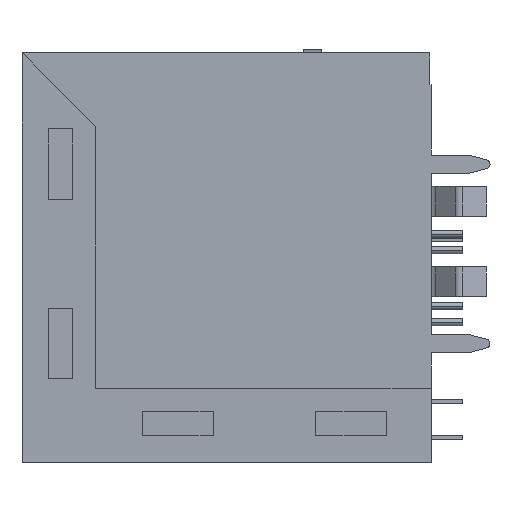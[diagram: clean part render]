
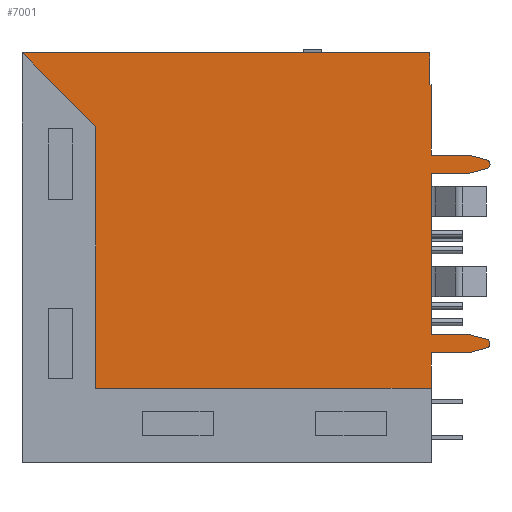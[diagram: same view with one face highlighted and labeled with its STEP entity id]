
A CAD part, left-side view. The second image highlights one B-rep face of the part: STEP entity #7001.
In plain terms, the highlighted planar face has unit normal (-1, 0, 0).
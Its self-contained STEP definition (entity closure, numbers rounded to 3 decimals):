
#72=DIRECTION('',(0.,0.,-1.));
#73=VECTOR('',#72,4.97);
#74=CARTESIAN_POINT('',(-9.755,-14.455,-2.25));
#75=LINE('',#74,#73);
#76=DIRECTION('',(0.,1.,0.));
#77=VECTOR('',#76,2.661);
#78=CARTESIAN_POINT('',(-9.755,-17.116,-7.22));
#79=LINE('',#78,#77);
#80=DIRECTION('',(0.,0.966,0.259));
#81=VECTOR('',#80,1.317);
#82=CARTESIAN_POINT('',(-9.755,-18.388,-7.561));
#83=LINE('',#82,#81);
#84=CARTESIAN_POINT('',(-9.755,-18.305,-7.87));
#85=DIRECTION('',(-1.,0.,0.));
#86=DIRECTION('',(0.,-0.259,-0.966));
#87=AXIS2_PLACEMENT_3D('',#84,#85,#86);
#89=DIRECTION('',(0.,-0.966,0.259));
#90=VECTOR('',#89,1.317);
#91=CARTESIAN_POINT('',(-9.755,-17.116,-8.52));
#92=LINE('',#91,#90);
#93=DIRECTION('',(0.,-1.,0.));
#94=VECTOR('',#93,2.661);
#95=CARTESIAN_POINT('',(-9.755,-14.455,-8.52));
#96=LINE('',#95,#94);
#97=DIRECTION('',(0.,0.,-1.));
#98=VECTOR('',#97,11.38);
#99=CARTESIAN_POINT('',(-9.755,-14.455,-8.52));
#100=LINE('',#99,#98);
#101=DIRECTION('',(0.,1.,0.));
#102=VECTOR('',#101,2.661);
#103=CARTESIAN_POINT('',(-9.755,-17.116,-19.9));
#104=LINE('',#103,#102);
#105=DIRECTION('',(0.,0.966,0.259));
#106=VECTOR('',#105,1.317);
#107=CARTESIAN_POINT('',(-9.755,-18.388,-20.241));
#108=LINE('',#107,#106);
#109=CARTESIAN_POINT('',(-9.755,-18.305,-20.55));
#110=DIRECTION('',(-1.,0.,0.));
#111=DIRECTION('',(0.,-0.259,-0.966));
#112=AXIS2_PLACEMENT_3D('',#109,#110,#111);
#114=DIRECTION('',(0.,-0.966,0.259));
#115=VECTOR('',#114,1.317);
#116=CARTESIAN_POINT('',(-9.755,-17.116,-21.2));
#117=LINE('',#116,#115);
#118=DIRECTION('',(0.,-1.,0.));
#119=VECTOR('',#118,2.661);
#120=CARTESIAN_POINT('',(-9.755,-14.455,-21.2));
#121=LINE('',#120,#119);
#122=DIRECTION('',(0.,0.,-1.));
#123=VECTOR('',#122,2.51);
#124=CARTESIAN_POINT('',(-9.755,-14.455,-21.2));
#125=LINE('',#124,#123);
#126=DIRECTION('',(0.,-1.,0.));
#127=VECTOR('',#126,23.69);
#128=CARTESIAN_POINT('',(-9.755,9.235,-23.71));
#129=LINE('',#128,#127);
#130=DIRECTION('',(0.,0.,-1.));
#131=VECTOR('',#130,18.49);
#132=CARTESIAN_POINT('',(-9.755,9.235,-5.22));
#133=LINE('',#132,#131);
#134=DIRECTION('',(0.,-0.707,-0.707));
#135=VECTOR('',#134,7.382);
#136=CARTESIAN_POINT('',(-9.755,14.455,0.));
#137=LINE('',#136,#135);
#138=DIRECTION('',(0.,-1.,0.));
#139=VECTOR('',#138,28.83);
#140=CARTESIAN_POINT('',(-9.755,14.455,0.));
#141=LINE('',#140,#139);
#142=DIRECTION('',(0.,0.,-1.));
#143=VECTOR('',#142,2.25);
#144=CARTESIAN_POINT('',(-9.755,-14.375,0.));
#145=LINE('',#144,#143);
#146=DIRECTION('',(0.,-1.,0.));
#147=VECTOR('',#146,0.08);
#148=CARTESIAN_POINT('',(-9.755,-14.375,-2.25));
#149=LINE('',#148,#147);
#5280=CARTESIAN_POINT('',(-9.755,-14.375,0.));
#5281=CARTESIAN_POINT('',(-9.755,-14.375,-2.25));
#5282=VERTEX_POINT('',#5280);
#5283=VERTEX_POINT('',#5281);
#5284=CARTESIAN_POINT('',(-9.755,-14.455,-2.25));
#5285=VERTEX_POINT('',#5284);
#5316=CARTESIAN_POINT('',(-9.755,14.455,0.));
#5317=CARTESIAN_POINT('',(-9.755,9.235,-5.22));
#5318=VERTEX_POINT('',#5316);
#5319=VERTEX_POINT('',#5317);
#5320=CARTESIAN_POINT('',(-9.755,9.235,-23.71));
#5321=VERTEX_POINT('',#5320);
#5322=CARTESIAN_POINT('',(-9.755,-14.455,-23.71));
#5323=VERTEX_POINT('',#5322);
#5364=CARTESIAN_POINT('',(-9.755,-14.455,-7.22));
#5365=VERTEX_POINT('',#5364);
#5366=CARTESIAN_POINT('',(-9.755,-14.455,-8.52));
#5367=CARTESIAN_POINT('',(-9.755,-14.455,-19.9));
#5368=VERTEX_POINT('',#5366);
#5369=VERTEX_POINT('',#5367);
#5370=CARTESIAN_POINT('',(-9.755,-14.455,-21.2));
#5371=VERTEX_POINT('',#5370);
#5720=CARTESIAN_POINT('',(-9.755,-17.116,-21.2));
#5721=CARTESIAN_POINT('',(-9.755,-18.388,-20.859));
#5722=VERTEX_POINT('',#5720);
#5723=VERTEX_POINT('',#5721);
#5724=CARTESIAN_POINT('',(-9.755,-18.388,-20.241));
#5725=VERTEX_POINT('',#5724);
#5726=CARTESIAN_POINT('',(-9.755,-17.116,-19.9));
#5727=VERTEX_POINT('',#5726);
#5728=CARTESIAN_POINT('',(-9.755,-17.116,-8.52));
#5729=CARTESIAN_POINT('',(-9.755,-18.388,-8.179));
#5730=VERTEX_POINT('',#5728);
#5731=VERTEX_POINT('',#5729);
#5732=CARTESIAN_POINT('',(-9.755,-18.388,-7.561));
#5733=VERTEX_POINT('',#5732);
#5734=CARTESIAN_POINT('',(-9.755,-17.116,-7.22));
#5735=VERTEX_POINT('',#5734);
#6956=CARTESIAN_POINT('',(-9.755,0.,0.));
#6957=DIRECTION('',(1.,0.,0.));
#6958=DIRECTION('',(0.,0.,-1.));
#6959=AXIS2_PLACEMENT_3D('',#6956,#6957,#6958);
#6960=PLANE('',#6959);
#6962=ORIENTED_EDGE('',*,*,#6961,.T.);
#6964=ORIENTED_EDGE('',*,*,#6963,.F.);
#6966=ORIENTED_EDGE('',*,*,#6965,.F.);
#6968=ORIENTED_EDGE('',*,*,#6967,.F.);
#6970=ORIENTED_EDGE('',*,*,#6969,.F.);
#6972=ORIENTED_EDGE('',*,*,#6971,.F.);
#6974=ORIENTED_EDGE('',*,*,#6973,.T.);
#6976=ORIENTED_EDGE('',*,*,#6975,.F.);
#6978=ORIENTED_EDGE('',*,*,#6977,.F.);
#6980=ORIENTED_EDGE('',*,*,#6979,.F.);
#6982=ORIENTED_EDGE('',*,*,#6981,.F.);
#6984=ORIENTED_EDGE('',*,*,#6983,.F.);
#6986=ORIENTED_EDGE('',*,*,#6985,.T.);
#6988=ORIENTED_EDGE('',*,*,#6987,.F.);
#6990=ORIENTED_EDGE('',*,*,#6989,.F.);
#6992=ORIENTED_EDGE('',*,*,#6991,.F.);
#6994=ORIENTED_EDGE('',*,*,#6993,.T.);
#6996=ORIENTED_EDGE('',*,*,#6995,.T.);
#6998=ORIENTED_EDGE('',*,*,#6997,.T.);
#6999=EDGE_LOOP('',(#6962,#6964,#6966,#6968,#6970,#6972,#6974,#6976,#6978,#6980,
#6982,#6984,#6986,#6988,#6990,#6992,#6994,#6996,#6998));
#7000=FACE_OUTER_BOUND('',#6999,.F.);
#7001=ADVANCED_FACE('',(#7000),#6960,.F.);
#88=CIRCLE('',#87,0.32);
#113=CIRCLE('',#112,0.32);
#6961=EDGE_CURVE('',#5285,#5365,#75,.T.);
#6963=EDGE_CURVE('',#5735,#5365,#79,.T.);
#6965=EDGE_CURVE('',#5733,#5735,#83,.T.);
#6967=EDGE_CURVE('',#5731,#5733,#88,.T.);
#6969=EDGE_CURVE('',#5730,#5731,#92,.T.);
#6971=EDGE_CURVE('',#5368,#5730,#96,.T.);
#6973=EDGE_CURVE('',#5368,#5369,#100,.T.);
#6975=EDGE_CURVE('',#5727,#5369,#104,.T.);
#6977=EDGE_CURVE('',#5725,#5727,#108,.T.);
#6979=EDGE_CURVE('',#5723,#5725,#113,.T.);
#6981=EDGE_CURVE('',#5722,#5723,#117,.T.);
#6983=EDGE_CURVE('',#5371,#5722,#121,.T.);
#6985=EDGE_CURVE('',#5371,#5323,#125,.T.);
#6987=EDGE_CURVE('',#5321,#5323,#129,.T.);
#6989=EDGE_CURVE('',#5319,#5321,#133,.T.);
#6991=EDGE_CURVE('',#5318,#5319,#137,.T.);
#6993=EDGE_CURVE('',#5318,#5282,#141,.T.);
#6995=EDGE_CURVE('',#5282,#5283,#145,.T.);
#6997=EDGE_CURVE('',#5283,#5285,#149,.T.);
